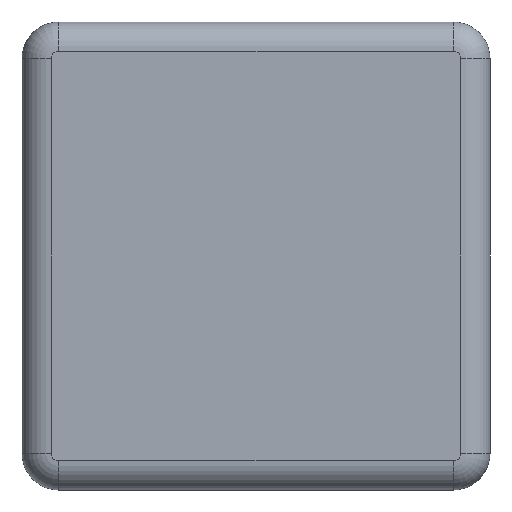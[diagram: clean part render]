
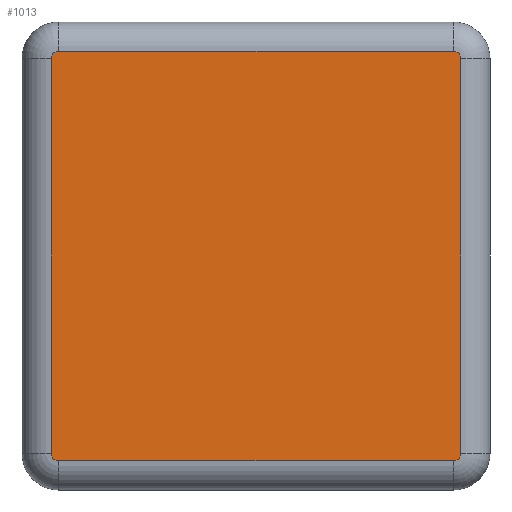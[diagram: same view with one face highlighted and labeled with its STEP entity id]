
A CAD part, front view. The second image highlights one B-rep face of the part: STEP entity #1013.
In plain terms, the highlighted planar face has unit normal (0, -1, 0).
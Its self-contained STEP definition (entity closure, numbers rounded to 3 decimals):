
#10 = VERTEX_POINT ( 'NONE', #340 ) ;
#11 = VERTEX_POINT ( 'NONE', #334 ) ;
#12 = VERTEX_POINT ( 'NONE', #335 ) ;
#62 = EDGE_LOOP ( 'NONE', ( #759, #728, #729, #733, #732, #730, #731, #736 ) ) ;
#200 = LINE ( 'NONE', #458, #820 ) ;
#201 = LINE ( 'NONE', #460, #821 ) ;
#202 = LINE ( 'NONE', #462, #822 ) ;
#204 = LINE ( 'NONE', #472, #827 ) ;
#259 = FACE_OUTER_BOUND ( 'NONE', #62, .T. ) ;
#334 = CARTESIAN_POINT ( 'NONE',  ( 14., 0., 13.5 ) ) ;
#335 = CARTESIAN_POINT ( 'NONE',  ( -13.5, 0., 14. ) ) ;
#340 = CARTESIAN_POINT ( 'NONE',  ( 13.5, 0., 14. ) ) ;
#423 = CARTESIAN_POINT ( 'NONE',  ( -14., 0., -13.5 ) ) ;
#424 = CARTESIAN_POINT ( 'NONE',  ( -14., 0., 13.5 ) ) ;
#425 = CARTESIAN_POINT ( 'NONE',  ( 13.5, 0., -14. ) ) ;
#426 = CARTESIAN_POINT ( 'NONE',  ( -13.5, 0., -14. ) ) ;
#427 = CARTESIAN_POINT ( 'NONE',  ( 14., 0., -13.5 ) ) ;
#448 = CARTESIAN_POINT ( 'NONE',  ( 13.5, 0., -13.5 ) ) ;
#449 = DIRECTION ( 'NONE',  ( 0., 1., 0. ) ) ;
#450 = DIRECTION ( 'NONE',  ( 0., 0., -1. ) ) ;
#453 = CARTESIAN_POINT ( 'NONE',  ( -13.5, 0., 13.5 ) ) ;
#454 = DIRECTION ( 'NONE',  ( 0., 1., 0. ) ) ;
#455 = DIRECTION ( 'NONE',  ( 0., 0., -1. ) ) ;
#458 = CARTESIAN_POINT ( 'NONE',  ( 16., 0., -14. ) ) ;
#459 = DIRECTION ( 'NONE',  ( 1., 0., 0. ) ) ;
#460 = CARTESIAN_POINT ( 'NONE',  ( 14., 0., 16. ) ) ;
#461 = DIRECTION ( 'NONE',  ( 0., 0., 1. ) ) ;
#462 = CARTESIAN_POINT ( 'NONE',  ( -14., 0., -16. ) ) ;
#463 = DIRECTION ( 'NONE',  ( 0., 0., -1. ) ) ;
#464 = CARTESIAN_POINT ( 'NONE',  ( 13.5, 0., 13.5 ) ) ;
#465 = DIRECTION ( 'NONE',  ( 0., 1., 0. ) ) ;
#466 = DIRECTION ( 'NONE',  ( 0., 0., -1. ) ) ;
#467 = CARTESIAN_POINT ( 'NONE',  ( -13.5, 0., -13.5 ) ) ;
#468 = DIRECTION ( 'NONE',  ( 0., 1., 0. ) ) ;
#469 = DIRECTION ( 'NONE',  ( 0., 0., -1. ) ) ;
#472 = CARTESIAN_POINT ( 'NONE',  ( -16., 0., 14. ) ) ;
#473 = DIRECTION ( 'NONE',  ( -1., 0., 0. ) ) ;
#649 = PLANE ( 'NONE',  #908 ) ;
#650 = CARTESIAN_POINT ( 'NONE',  ( -16., 0., -16. ) ) ;
#651 = DIRECTION ( 'NONE',  ( 0., -1., 0. ) ) ;
#652 = DIRECTION ( 'NONE',  ( 0., 0., -1. ) ) ;
#710 = VERTEX_POINT ( 'NONE', #423 ) ;
#711 = VERTEX_POINT ( 'NONE', #424 ) ;
#712 = VERTEX_POINT ( 'NONE', #425 ) ;
#713 = VERTEX_POINT ( 'NONE', #426 ) ;
#714 = VERTEX_POINT ( 'NONE', #427 ) ;
#728 = ORIENTED_EDGE ( 'NONE', *, *, #950, .T. ) ;
#729 = ORIENTED_EDGE ( 'NONE', *, *, #942, .F. ) ;
#730 = ORIENTED_EDGE ( 'NONE', *, *, #944, .T. ) ;
#731 = ORIENTED_EDGE ( 'NONE', *, *, #940, .F. ) ;
#732 = ORIENTED_EDGE ( 'NONE', *, *, #948, .F. ) ;
#733 = ORIENTED_EDGE ( 'NONE', *, *, #946, .T. ) ;
#736 = ORIENTED_EDGE ( 'NONE', *, *, #945, .T. ) ;
#759 = ORIENTED_EDGE ( 'NONE', *, *, #947, .F. ) ;
#812 = CIRCLE ( 'NONE', #813, 0.5 ) ;
#813 = AXIS2_PLACEMENT_3D ( 'NONE', #448, #449, #450 ) ;
#815 = CIRCLE ( 'NONE', #817, 0.5 ) ;
#817 = AXIS2_PLACEMENT_3D ( 'NONE', #453, #454, #455 ) ;
#819 = CIRCLE ( 'NONE', #823, 0.5 ) ;
#820 = VECTOR ( 'NONE', #459, 1000. ) ;
#821 = VECTOR ( 'NONE', #461, 1000. ) ;
#822 = VECTOR ( 'NONE', #463, 1000. ) ;
#823 = AXIS2_PLACEMENT_3D ( 'NONE', #464, #465, #466 ) ;
#824 = CIRCLE ( 'NONE', #825, 0.5 ) ;
#825 = AXIS2_PLACEMENT_3D ( 'NONE', #467, #468, #469 ) ;
#827 = VECTOR ( 'NONE', #473, 1000. ) ;
#908 = AXIS2_PLACEMENT_3D ( 'NONE', #650, #651, #652 ) ;
#940 = EDGE_CURVE ( 'NONE', #714, #712, #812, .T. ) ;
#942 = EDGE_CURVE ( 'NONE', #711, #12, #815, .T. ) ;
#944 = EDGE_CURVE ( 'NONE', #713, #712, #200, .T. ) ;
#945 = EDGE_CURVE ( 'NONE', #714, #11, #201, .T. ) ;
#946 = EDGE_CURVE ( 'NONE', #711, #710, #202, .T. ) ;
#947 = EDGE_CURVE ( 'NONE', #10, #11, #819, .T. ) ;
#948 = EDGE_CURVE ( 'NONE', #713, #710, #824, .T. ) ;
#950 = EDGE_CURVE ( 'NONE', #10, #12, #204, .T. ) ;
#1013 = ADVANCED_FACE ( 'NONE', ( #259 ), #649, .T. ) ;
